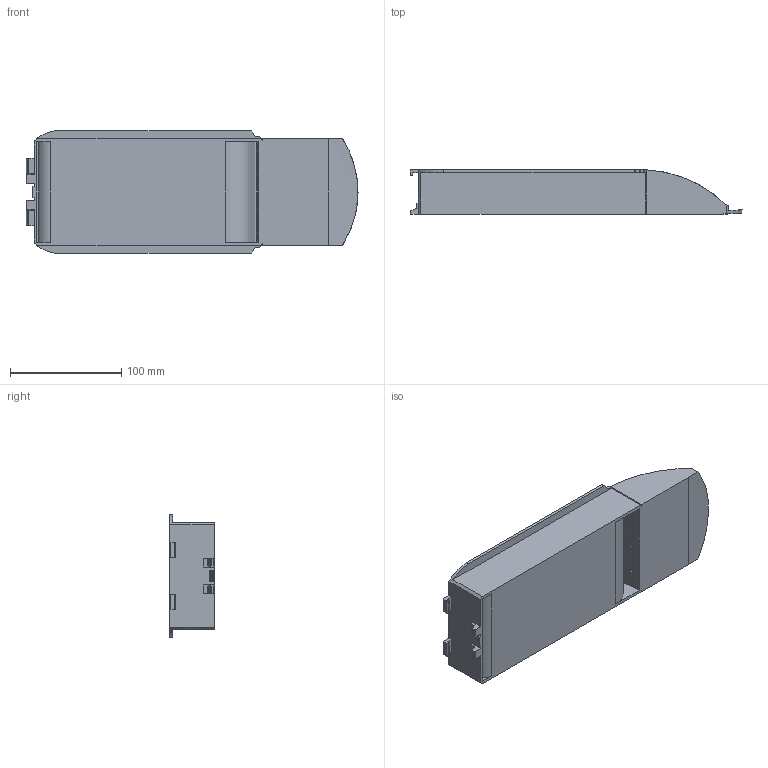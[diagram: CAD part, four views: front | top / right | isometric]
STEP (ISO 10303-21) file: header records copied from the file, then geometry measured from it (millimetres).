
FILE_DESCRIPTION(('STEP AP203'),'1');
FILE_NAME('ERGO00E2181.stp','2024-03-26T13:30:37',(' '),(' '),'Spatial InterOp 3D',' ',' ');
FILE_SCHEMA(('CONFIG_CONTROL_DESIGN'));
Length unit declared in the file: millimetre
Products named in the file (4): Bac 120x40
Assembly tree (3 placements, depth 2):
  Bac 120x40
    Bac 120x40
    Bac 120x40
    Bac 120x40
Bounding box: 298.64 x 40 x 110.6 mm (x, y, z)
Volume: 186112.5 mm3; surface area: 126664.7 mm2
Topology: 3 solids, 3 shells, 212 faces, 608 edges, 404 vertices
Faces by surface type: plane 143, cylinder 69
Entity records: 7353 total; most frequent: CARTESIAN_POINT 1373, ORIENTED_EDGE 1216, DIRECTION 1166, EDGE_CURVE 608, LINE 458, VECTOR 458, VERTEX_POINT 404, AXIS2_PLACEMENT_3D 354
